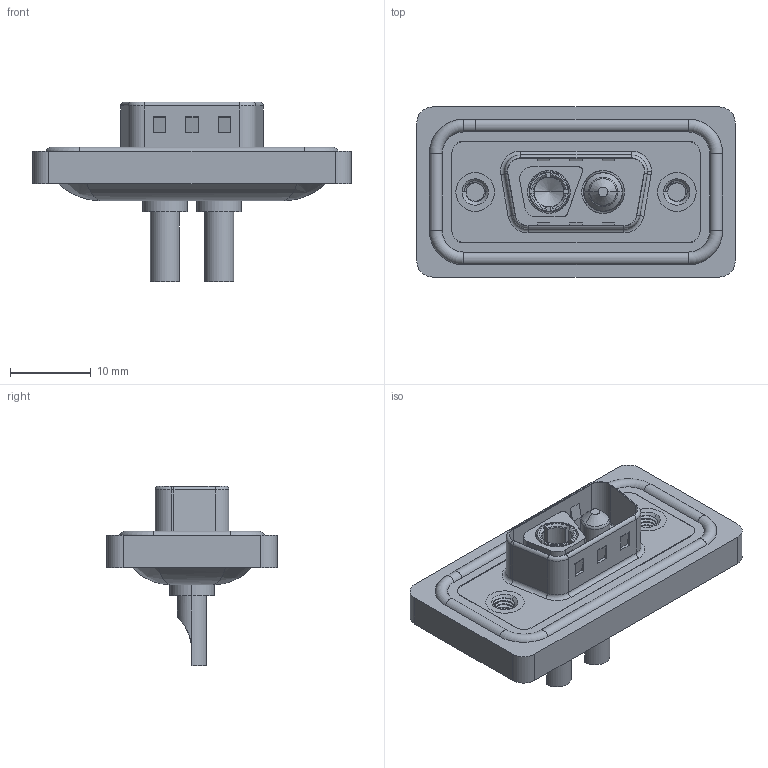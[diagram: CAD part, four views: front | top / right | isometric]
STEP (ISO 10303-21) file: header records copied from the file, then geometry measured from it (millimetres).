
FILE_DESCRIPTION (( 'STEP AP203' ), '1' );
FILE_NAME ('627W2WK2122-2NA.STEP', '2024-03-20T13:58:32', ( '' ), ( '' ), 'SwSTEP 2.0', 'SolidWorks 2023', '' );
FILE_SCHEMA (( 'CONFIG_CONTROL_DESIGN' ));
Length unit declared in the file: millimetre
Products named in the file (8): 627Combo Threaded Rivet_A; 627Combo Waterproof Housing_09 Contacts; Power Socket_20A SC; 627Combo Shell Front_09 Contacts; 627W2WK2122-2NA; Power Pin_20A SC; 627Combo Housing_2WK2; 627Combo Shell Rear_09 Contacts
Assembly tree (8 placements, depth 2):
  627W2WK2122-2NA
    627Combo Housing_2WK2
    627Combo Waterproof Housing_09 Contacts
    627Combo Shell Rear_09 Contacts
    627Combo Shell Front_09 Contacts
    627Combo Threaded Rivet_A  x2
    Power Socket_20A SC
    Power Pin_20A SC
Bounding box: 39.5 x 21.1 x 22.3 mm (x, y, z)
Volume: 4581.4 mm3; surface area: 7504.8 mm2
Topology: 11 solids, 11 shells, 545 faces, 1357 edges, 848 vertices
Faces by surface type: cylinder 235, plane 195, torus 70, cone 32, bspline 13
Entity records: 18436 total; most frequent: CARTESIAN_POINT 5210, DIRECTION 2695, ORIENTED_EDGE 2530, EDGE_CURVE 1265, AXIS2_PLACEMENT_3D 1031, VERTEX_POINT 798, VECTOR 633, LINE 633
